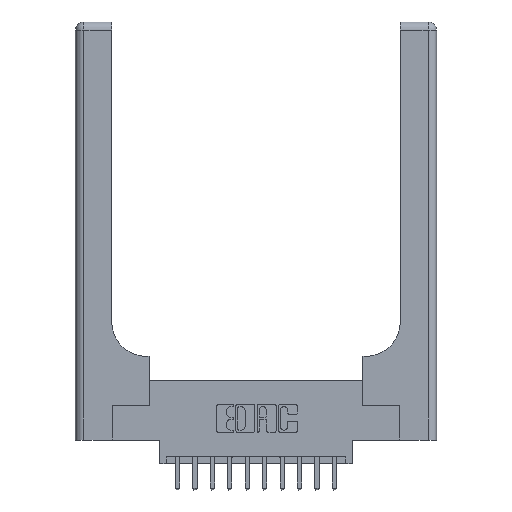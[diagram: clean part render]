
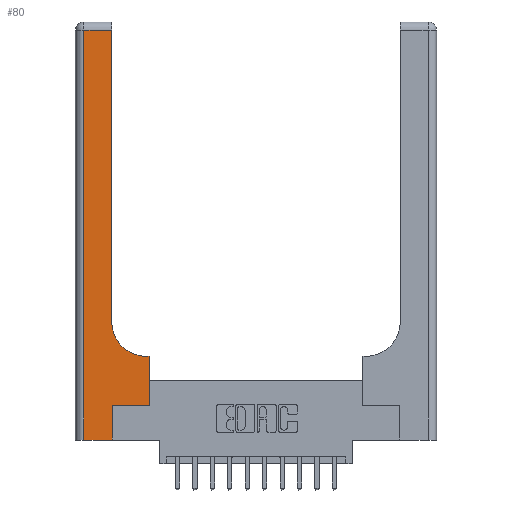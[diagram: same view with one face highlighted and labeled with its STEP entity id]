
A CAD part, top view. The second image highlights one B-rep face of the part: STEP entity #80.
In plain terms, the highlighted planar face has unit normal (0, 0, 1).
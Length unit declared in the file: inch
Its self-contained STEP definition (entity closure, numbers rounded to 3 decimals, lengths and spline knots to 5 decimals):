
#80 = ADVANCED_FACE ( 'NONE', ( #3043 ), #9392, .F. ) ;
#187 = CARTESIAN_POINT ( 'NONE',  ( 0.528, 0.25, 0.37 ) ) ;
#499 = ORIENTED_EDGE ( 'NONE', *, *, #8034, .T. ) ;
#1858 = VECTOR ( 'NONE', #6065, 39.37008 ) ;
#2054 = LINE ( 'NONE', #9566, #5044 ) ;
#2086 = EDGE_LOOP ( 'NONE', ( #15949, #4293, #11432, #14465, #499, #7125, #14685, #10267, #13236 ) ) ;
#2196 = CARTESIAN_POINT ( 'NONE',  ( 0.528, 0.6, 0.37 ) ) ;
#2800 = VECTOR ( 'NONE', #3969, 39.37008 ) ;
#2880 = VERTEX_POINT ( 'NONE', #2196 ) ;
#3043 = FACE_OUTER_BOUND ( 'NONE', #2086, .T. ) ;
#3218 = CARTESIAN_POINT ( 'NONE',  ( 0.06, 0., 0.37 ) ) ;
#3239 = VERTEX_POINT ( 'NONE', #12842 ) ;
#3309 = DIRECTION ( 'NONE',  ( 0., -1., 0. ) ) ;
#3374 = VECTOR ( 'NONE', #3309, 39.37008 ) ;
#3467 = DIRECTION ( 'NONE',  ( 1., 0., 0. ) ) ;
#3969 = DIRECTION ( 'NONE',  ( -1., 0., 0. ) ) ;
#4293 = ORIENTED_EDGE ( 'NONE', *, *, #11662, .T. ) ;
#4567 = VECTOR ( 'NONE', #12751, 39.37008 ) ;
#4689 = EDGE_CURVE ( 'NONE', #8871, #10483, #2054, .T. ) ;
#4914 = EDGE_CURVE ( 'NONE', #10322, #3239, #5246, .T. ) ;
#4996 = AXIS2_PLACEMENT_3D ( 'NONE', #7244, #7230, #7209 ) ;
#5044 = VECTOR ( 'NONE', #9809, 39.37008 ) ;
#5246 = LINE ( 'NONE', #6007, #1858 ) ;
#5446 = VERTEX_POINT ( 'NONE', #12901 ) ;
#5869 = LINE ( 'NONE', #15409, #8805 ) ;
#6007 = CARTESIAN_POINT ( 'NONE',  ( 0.26, 3., 0.37 ) ) ;
#6061 = VERTEX_POINT ( 'NONE', #7734 ) ;
#6065 = DIRECTION ( 'NONE',  ( 0., 1., 0. ) ) ;
#6139 = EDGE_CURVE ( 'NONE', #5446, #10322, #11879, .T. ) ;
#6663 = CARTESIAN_POINT ( 'NONE',  ( 0.265, 0.25, 0.37 ) ) ;
#7125 = ORIENTED_EDGE ( 'NONE', *, *, #8435, .T. ) ;
#7209 = DIRECTION ( 'NONE',  ( 1., 0., 0. ) ) ;
#7230 = DIRECTION ( 'NONE',  ( 0., 0., -1. ) ) ;
#7244 = CARTESIAN_POINT ( 'NONE',  ( 0.51, 0.85, 0.37 ) ) ;
#7734 = CARTESIAN_POINT ( 'NONE',  ( 0.06, 2.94, 0.37 ) ) ;
#8034 = EDGE_CURVE ( 'NONE', #10483, #12682, #13775, .T. ) ;
#8051 = DIRECTION ( 'NONE',  ( 0., 1., 0. ) ) ;
#8328 = VECTOR ( 'NONE', #3467, 39.37008 ) ;
#8372 = CARTESIAN_POINT ( 'NONE',  ( 0.06, 3., 0.37 ) ) ;
#8435 = EDGE_CURVE ( 'NONE', #12682, #14584, #15335, .T. ) ;
#8805 = VECTOR ( 'NONE', #10526, 39.37008 ) ;
#8871 = VERTEX_POINT ( 'NONE', #3218 ) ;
#8997 = CARTESIAN_POINT ( 'NONE',  ( 0.26, 0.6, 0.37 ) ) ;
#9013 = DIRECTION ( 'NONE',  ( -1., 0., 0. ) ) ;
#9083 = DIRECTION ( 'NONE',  ( 0., 0., -1. ) ) ;
#9392 = PLANE ( 'NONE',  #15648 ) ;
#9543 = VECTOR ( 'NONE', #8051, 39.37008 ) ;
#9566 = CARTESIAN_POINT ( 'NONE',  ( 0., 0., 0.37 ) ) ;
#9570 = CARTESIAN_POINT ( 'NONE',  ( 0., 3., 0.37 ) ) ;
#9809 = DIRECTION ( 'NONE',  ( 1., 0., 0. ) ) ;
#9917 = LINE ( 'NONE', #8997, #2800 ) ;
#10088 = LINE ( 'NONE', #8372, #3374 ) ;
#10267 = ORIENTED_EDGE ( 'NONE', *, *, #13511, .T. ) ;
#10322 = VERTEX_POINT ( 'NONE', #10393 ) ;
#10393 = CARTESIAN_POINT ( 'NONE',  ( 0.26, 0.85, 0.37 ) ) ;
#10483 = VERTEX_POINT ( 'NONE', #13181 ) ;
#10501 = CARTESIAN_POINT ( 'NONE',  ( 0.528, 0.25, 0.37 ) ) ;
#10526 = DIRECTION ( 'NONE',  ( -1., 0., 0. ) ) ;
#11432 = ORIENTED_EDGE ( 'NONE', *, *, #14883, .T. ) ;
#11548 = CARTESIAN_POINT ( 'NONE',  ( 0.265, 0., 0.37 ) ) ;
#11662 = EDGE_CURVE ( 'NONE', #3239, #6061, #5869, .T. ) ;
#11879 = CIRCLE ( 'NONE', #4996, 0.25 ) ;
#12682 = VERTEX_POINT ( 'NONE', #6663 ) ;
#12751 = DIRECTION ( 'NONE',  ( 0., 1., 0. ) ) ;
#12842 = CARTESIAN_POINT ( 'NONE',  ( 0.26, 2.94, 0.37 ) ) ;
#12847 = LINE ( 'NONE', #10501, #9543 ) ;
#12901 = CARTESIAN_POINT ( 'NONE',  ( 0.51, 0.6, 0.37 ) ) ;
#13019 = EDGE_CURVE ( 'NONE', #14584, #2880, #12847, .T. ) ;
#13181 = CARTESIAN_POINT ( 'NONE',  ( 0.265, 0., 0.37 ) ) ;
#13236 = ORIENTED_EDGE ( 'NONE', *, *, #6139, .T. ) ;
#13487 = CARTESIAN_POINT ( 'NONE',  ( 0.265, 0.25, 0.37 ) ) ;
#13511 = EDGE_CURVE ( 'NONE', #2880, #5446, #9917, .T. ) ;
#13775 = LINE ( 'NONE', #11548, #4567 ) ;
#14465 = ORIENTED_EDGE ( 'NONE', *, *, #4689, .T. ) ;
#14584 = VERTEX_POINT ( 'NONE', #187 ) ;
#14685 = ORIENTED_EDGE ( 'NONE', *, *, #13019, .T. ) ;
#14883 = EDGE_CURVE ( 'NONE', #6061, #8871, #10088, .T. ) ;
#15335 = LINE ( 'NONE', #13487, #8328 ) ;
#15409 = CARTESIAN_POINT ( 'NONE',  ( 0., 2.94, 0.37 ) ) ;
#15648 = AXIS2_PLACEMENT_3D ( 'NONE', #9570, #9083, #9013 ) ;
#15949 = ORIENTED_EDGE ( 'NONE', *, *, #4914, .T. ) ;
